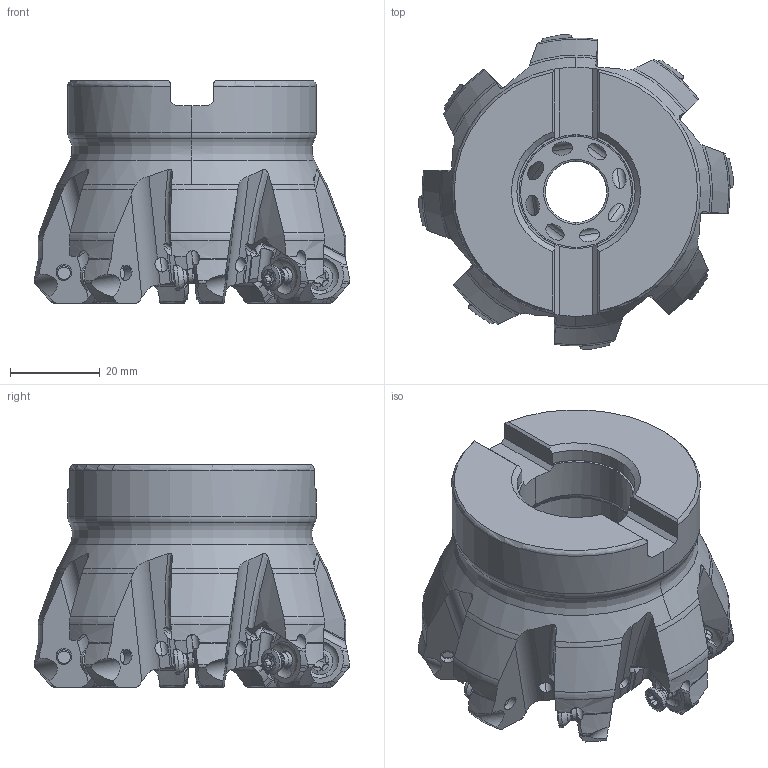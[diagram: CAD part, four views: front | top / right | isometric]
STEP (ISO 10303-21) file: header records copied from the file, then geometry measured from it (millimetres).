
FILE_DESCRIPTION(/* description */ (''),/* implementation_level */ '2;1');
FILE_NAME(/* name */ 'AHX440SUR2508CA.stp',/* time_stamp */ '2017-10-20T17:32:18+09:00',/* author */ (''),/* organization */ (''),/* preprocessor_version */ 'ST-DEVELOPER v16',/* originating_system */ 'SIEMENS PLM Software NX 10.0',/* authorisation */ '');
FILE_SCHEMA (('AUTOMOTIVE_DESIGN { 1 0 10303 214 3 1 1 1 }'));
Length unit declared in the file: millimetre
Products named in the file (1): AHX440SUR2508CA_ASM
Bounding box: 70.45 x 70.45 x 49.65 mm (x, y, z)
Volume: 95107.9 mm3; surface area: 23651.5 mm2
Topology: 9 solids, 9 shells, 1053 faces, 3037 edges, 1987 vertices
Faces by surface type: cylinder 428, plane 245, torus 194, cone 90, extrusion 48, bspline 32, sphere 16
Entity records: 43845 total; most frequent: CARTESIAN_POINT 16901, ORIENTED_EDGE 6042, DIRECTION 5240, EDGE_CURVE 3021, AXIS2_PLACEMENT_3D 2167, VERTEX_POINT 1987, EDGE_LOOP 1088, B_SPLINE_CURVE_WITH_KNOTS 1057
